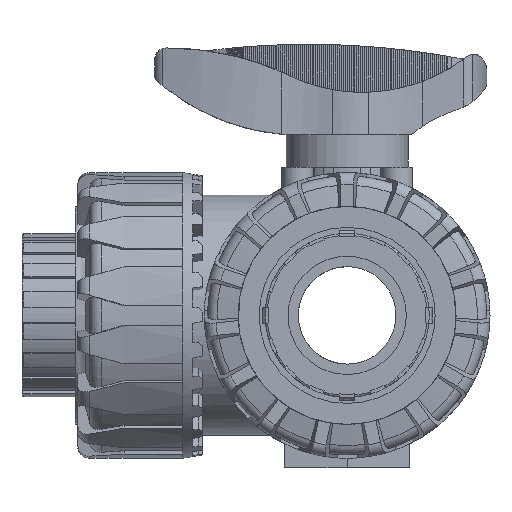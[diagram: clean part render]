
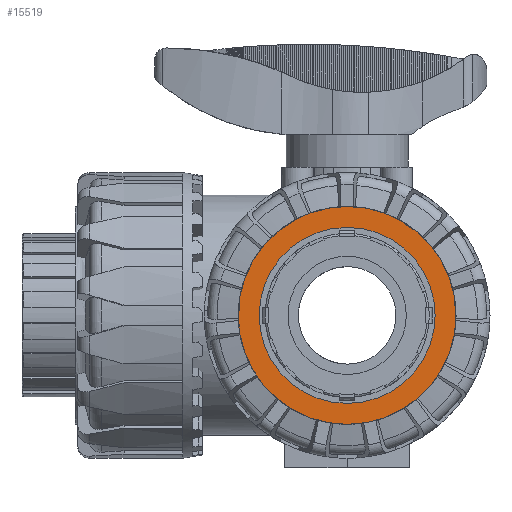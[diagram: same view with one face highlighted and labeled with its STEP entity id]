
A CAD part, front view. The second image highlights one B-rep face of the part: STEP entity #15519.
In plain terms, the highlighted face is planar.
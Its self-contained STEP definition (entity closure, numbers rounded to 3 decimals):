
#3438=PLANE($,#16888);
#3798=FACE_BOUND($,#5111,.T.);
#3799=FACE_BOUND($,#5112,.T.);
#5111=EDGE_LOOP($,(#12571));
#5112=EDGE_LOOP($,(#12572));
#5818=CIRCLE($,#16809,22.55);
#5834=CIRCLE($,#16854,27.9);
#6818=VERTEX_POINT($,#26486);
#6826=VERTEX_POINT($,#26574);
#8828=EDGE_CURVE($,#6818,#6818,#5818,.T.);
#8872=EDGE_CURVE($,#6826,#6826,#5834,.T.);
#12571=ORIENTED_EDGE($,*,*,#8828,.T.);
#12572=ORIENTED_EDGE($,*,*,#8872,.T.);
#15519=ADVANCED_FACE($,(#3798,#3799),#3438,.T.);
#16809=AXIS2_PLACEMENT_3D($,#26487,#20316,#20317);
#16854=AXIS2_PLACEMENT_3D($,#26575,#20420,#20421);
#16888=AXIS2_PLACEMENT_3D($,#26611,#20490,#20491);
#20316=DIRECTION('center_axis',(0.,0.,-1.));
#20317=DIRECTION('ref_axis',(-1.,0.,0.));
#20420=DIRECTION('center_axis',(0.,0.,1.));
#20421=DIRECTION('ref_axis',(1.,0.,0.));
#20490=DIRECTION('center_axis',(0.,0.,1.));
#20491=DIRECTION('ref_axis',(1.,0.,0.));
#26486=CARTESIAN_POINT('',(22.55,0.,32.5));
#26487=CARTESIAN_POINT('Origin',(0.,0.,32.5));
#26574=CARTESIAN_POINT('',(0.,-27.9,32.5));
#26575=CARTESIAN_POINT('Origin',(0.,0.,32.5));
#26611=CARTESIAN_POINT('Origin',(0.,0.,32.5));
